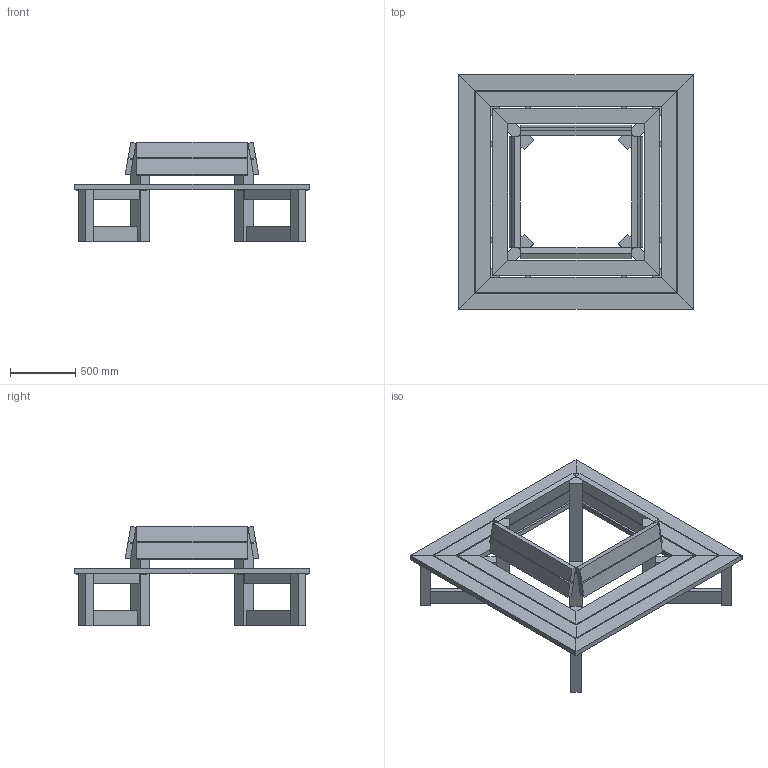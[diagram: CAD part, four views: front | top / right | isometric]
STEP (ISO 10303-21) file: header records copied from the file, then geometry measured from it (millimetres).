
FILE_DESCRIPTION(/* description */ (''),/* implementation_level */ '2;1');
FILE_NAME(/* name */ 'BA London 4 ML 3D.stp',/* time_stamp */ '2021-11-10T12:16:47+01:00',/* author */ ('vital'),/* organization */ (''),/* preprocessor_version */ 'ST-DEVELOPER v18.1',/* originating_system */ 'Autodesk Inventor 2022',/* authorisation */ '');
FILE_SCHEMA (('AUTOMOTIVE_DESIGN { 1 0 10303 214 3 1 1 }'));
Length unit declared in the file: millimetre
Products named in the file (1): BA London 4 ML 3D
Bounding box: 1800 x 1800 x 762 mm (x, y, z)
Volume: 176189474.3 mm3; surface area: 12315748.1 mm2
Topology: 48 solids, 48 shells, 352 faces, 768 edges, 512 vertices
Faces by surface type: plane 344, cylinder 8
Entity records: 9801 total; most frequent: CARTESIAN_POINT 1633, ORIENTED_EDGE 1536, DIRECTION 1490, EDGE_CURVE 768, LINE 752, VECTOR 752, VERTEX_POINT 512, STYLED_ITEM 400
